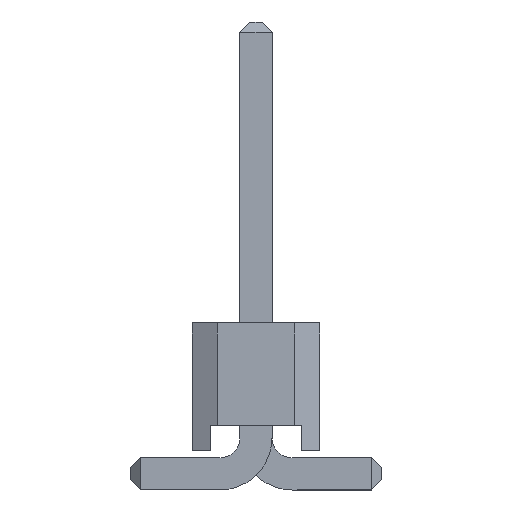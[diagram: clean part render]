
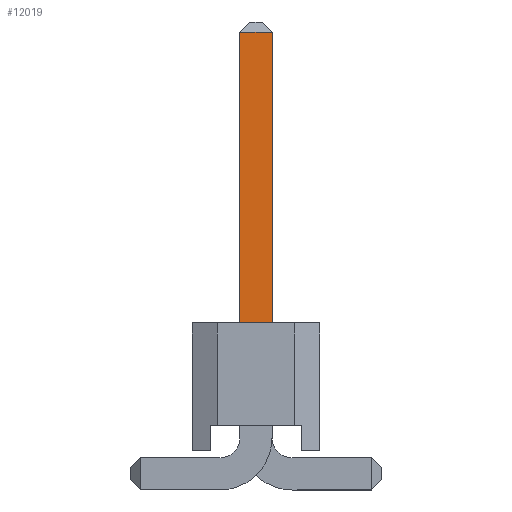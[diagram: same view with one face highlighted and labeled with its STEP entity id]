
A CAD part, front view. The second image highlights one B-rep face of the part: STEP entity #12019.
In plain terms, the highlighted face is planar.
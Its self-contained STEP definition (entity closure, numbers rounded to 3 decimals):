
#1286=ORIENTED_EDGE('',*,*,#3224,.F.);
#1287=ORIENTED_EDGE('',*,*,#3041,.F.);
#1288=ORIENTED_EDGE('',*,*,#3223,.F.);
#1289=ORIENTED_EDGE('',*,*,#3215,.T.);
#3041=EDGE_CURVE('',#4217,#4214,#5061,.T.);
#3215=EDGE_CURVE('',#4275,#4274,#5235,.T.);
#3223=EDGE_CURVE('',#4275,#4217,#5243,.T.);
#3224=EDGE_CURVE('',#4214,#4274,#5244,.T.);
#4214=VERTEX_POINT('',#16042);
#4217=VERTEX_POINT('',#16047);
#4274=VERTEX_POINT('',#16399);
#4275=VERTEX_POINT('',#16401);
#5061=LINE('',#16048,#6237);
#5235=LINE('',#16400,#6411);
#5243=LINE('',#16415,#6419);
#5244=LINE('',#16417,#6420);
#6237=VECTOR('',#13447,1000.);
#6411=VECTOR('',#13863,1000.);
#6419=VECTOR('',#13879,1000.);
#6420=VECTOR('',#13882,1000.);
#7177=EDGE_LOOP('',(#1286,#1287,#1288,#1289));
#7691=FACE_BOUND('',#7177,.T.);
#8175=PLANE('',#12510);
#12019=ADVANCED_FACE('',(#7691),#8175,.T.);
#12510=AXIS2_PLACEMENT_3D('',#16420,#13886,#13887);
#13447=DIRECTION('',(0.,-1.,0.));
#13863=DIRECTION('',(0.,-1.,0.));
#13879=DIRECTION('',(0.,0.,-1.));
#13882=DIRECTION('',(0.,0.,1.));
#13886=DIRECTION('',(1.,0.,0.));
#13887=DIRECTION('',(0.,0.,1.));
#16042=CARTESIAN_POINT('',(18.1,-0.32,1.27));
#16047=CARTESIAN_POINT('',(18.1,0.32,1.27));
#16048=CARTESIAN_POINT('',(18.1,0.32,1.27));
#16399=CARTESIAN_POINT('',(18.1,-0.32,7.07));
#16400=CARTESIAN_POINT('',(18.1,-0.32,7.07));
#16401=CARTESIAN_POINT('',(18.1,0.32,7.07));
#16415=CARTESIAN_POINT('',(18.1,0.32,-1.02));
#16417=CARTESIAN_POINT('',(18.1,-0.32,-1.02));
#16420=CARTESIAN_POINT('',(18.1,-0.72,-1.02));
